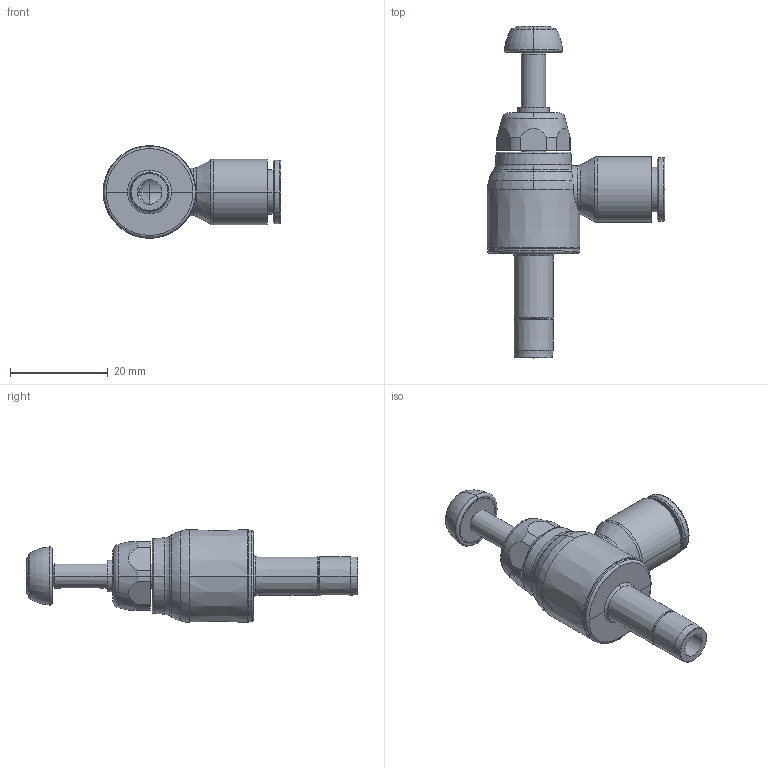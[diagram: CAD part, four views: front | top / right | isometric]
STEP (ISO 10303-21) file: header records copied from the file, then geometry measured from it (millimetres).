
FILE_DESCRIPTION(('STEP AP214'),'1');
FILE_NAME('7030_08_00.stp','2016-07-07T14:26:07',('TraceParts'),('TraceParts S.A.'),'Spatial InterOp 3D',' ',' ');
FILE_SCHEMA(('automotive_design'));
Length unit declared in the file: millimetre
Products named in the file (1): 1
Bounding box: 36.4 x 68 x 19 mm (x, y, z)
Volume: 8250.8 mm3; surface area: 5624.2 mm2
Topology: 1 solids, 1 shells, 132 faces, 340 edges, 216 vertices
Faces by surface type: torus 49, cone 36, cylinder 26, plane 15, revolution 6
Entity records: 4448 total; most frequent: CARTESIAN_POINT 1045, DIRECTION 815, ORIENTED_EDGE 680, AXIS2_PLACEMENT_3D 366, EDGE_CURVE 340, CIRCLE 239, VERTEX_POINT 216, EDGE_LOOP 140
